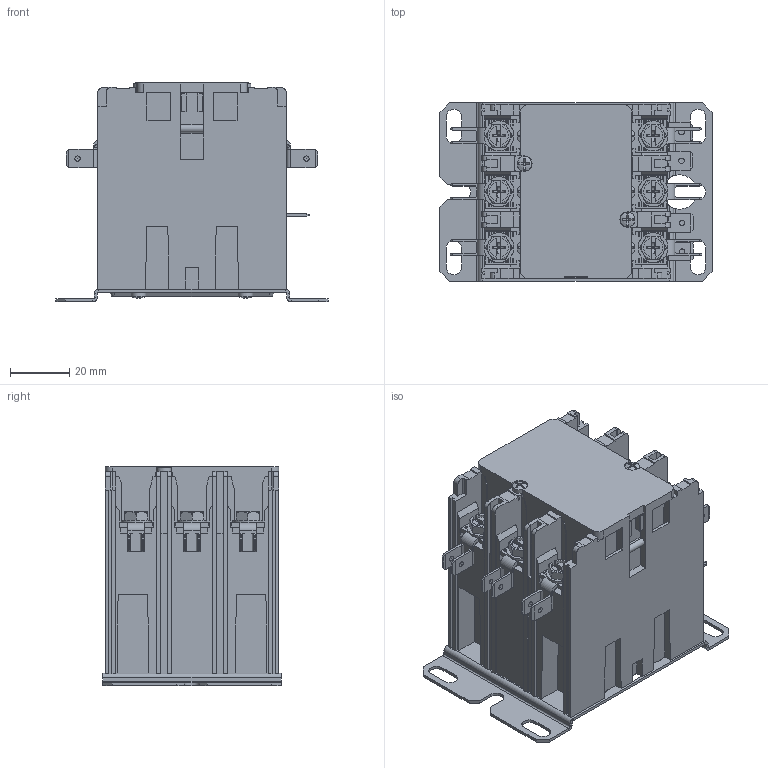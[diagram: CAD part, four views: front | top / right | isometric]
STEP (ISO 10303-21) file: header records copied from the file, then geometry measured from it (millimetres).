
FILE_DESCRIPTION(/* description */ (''),/* implementation_level */ '2;1');
FILE_NAME(/* name */ 'HCCY3XT02RA400.stp',/* time_stamp */ '2014-07-18T13:57:47-05:00',/* author */ ('MM'),/* organization */ (''),/* preprocessor_version */ 'ST-DEVELOPER v15.2',/* originating_system */ 'Autodesk Inventor 2014',/* authorisation */ '');
FILE_SCHEMA (('AUTOMOTIVE_DESIGN { 1 0 10303 214 3 1 1 }'));
Products named in the file (1): HCC_3X SCR
Bounding box: 92 x 60.3 x 74.14 mm (x, y, z)
Volume: 26.3 mm3; surface area: 46029.3 mm2
Topology: 23 solids, 24 shells, 2688 faces, 7019 edges, 4431 vertices
Faces by surface type: plane 2036, cylinder 335, bspline 135, torus 78, sphere 60, cone 44
Full cylindrical faces by diameter (mm): 3.2 x4, 3.5 x4, 4.725 x6, 4.95 x6, 5.1 x2, 6.1 x1, 7 x6, 10.1 x6
Entity records: 92421 total; most frequent: CARTESIAN_POINT 25869, ORIENTED_EDGE 13552, DIRECTION 12436, EDGE_CURVE 6776, LINE 5038, VECTOR 5038, VERTEX_POINT 4321, AXIS2_PLACEMENT_3D 3699
